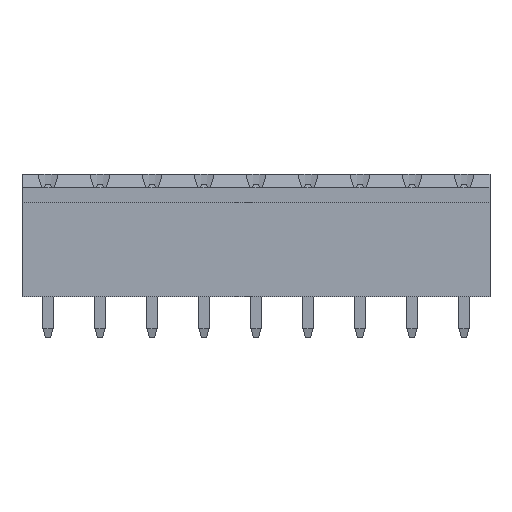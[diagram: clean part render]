
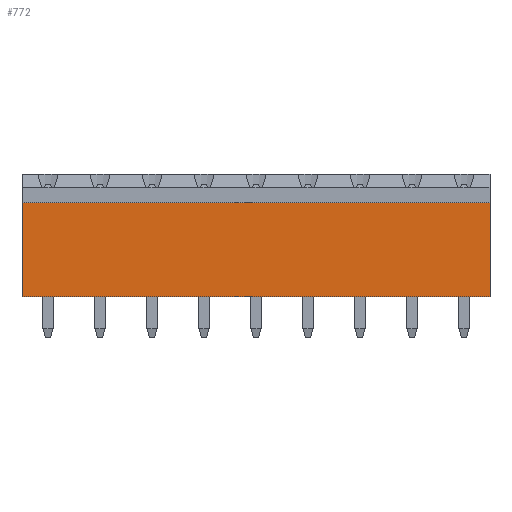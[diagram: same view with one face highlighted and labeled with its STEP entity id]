
A CAD part, front view. The second image highlights one B-rep face of the part: STEP entity #772.
In plain terms, the highlighted planar face has unit normal (0, -1, 0).
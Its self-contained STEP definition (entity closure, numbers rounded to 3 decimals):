
#772 = ADVANCED_FACE( '', ( #1656 ), #1657, .T. );
#1656 = FACE_OUTER_BOUND( '', #2684, .T. );
#1657 = PLANE( '', #2685 );
#2684 = EDGE_LOOP( '', ( #4735, #4736, #4737, #4738 ) );
#2685 = AXIS2_PLACEMENT_3D( '', #4739, #4740, #4741 );
#4735 = ORIENTED_EDGE( '', *, *, #7188, .F. );
#4736 = ORIENTED_EDGE( '', *, *, #6877, .F. );
#4737 = ORIENTED_EDGE( '', *, *, #7189, .F. );
#4738 = ORIENTED_EDGE( '', *, *, #7190, .T. );
#4739 = CARTESIAN_POINT( '', ( 23.86, -4.05, -6. ) );
#4740 = DIRECTION( '', ( 0., -1., 0. ) );
#4741 = DIRECTION( '', ( 0., 0., -1. ) );
#6877 = EDGE_CURVE( '', #8499, #8493, #8501, .T. );
#7188 = EDGE_CURVE( '', #8493, #8959, #8960, .T. );
#7189 = EDGE_CURVE( '', #8961, #8499, #8962, .T. );
#7190 = EDGE_CURVE( '', #8961, #8959, #8963, .T. );
#8493 = VERTEX_POINT( '', #10740 );
#8499 = VERTEX_POINT( '', #10749 );
#8501 = LINE( '', #10752, #10753 );
#8959 = VERTEX_POINT( '', #11446 );
#8960 = LINE( '', #11447, #11448 );
#8961 = VERTEX_POINT( '', #11449 );
#8962 = LINE( '', #11450, #11451 );
#8963 = LINE( '', #11452, #11453 );
#10740 = CARTESIAN_POINT( '', ( -22.86, -4.05, -6. ) );
#10749 = CARTESIAN_POINT( '', ( 22.86, -4.05, -6. ) );
#10752 = CARTESIAN_POINT( '', ( 23.86, -4.05, -6. ) );
#10753 = VECTOR( '', #12637, 1000. );
#11446 = CARTESIAN_POINT( '', ( -22.86, -4.05, 3.2 ) );
#11447 = CARTESIAN_POINT( '', ( -22.86, -4.05, -6. ) );
#11448 = VECTOR( '', #12906, 1000. );
#11449 = CARTESIAN_POINT( '', ( 22.86, -4.05, 3.2 ) );
#11450 = CARTESIAN_POINT( '', ( 22.86, -4.05, -6. ) );
#11451 = VECTOR( '', #12907, 1000. );
#11452 = CARTESIAN_POINT( '', ( 23.86, -4.05, 3.2 ) );
#11453 = VECTOR( '', #12908, 1000. );
#12637 = DIRECTION( '', ( -1., 0., 0. ) );
#12906 = DIRECTION( '', ( 0., 0., 1. ) );
#12907 = DIRECTION( '', ( 0., 0., -1. ) );
#12908 = DIRECTION( '', ( -1., 0., 0. ) );
